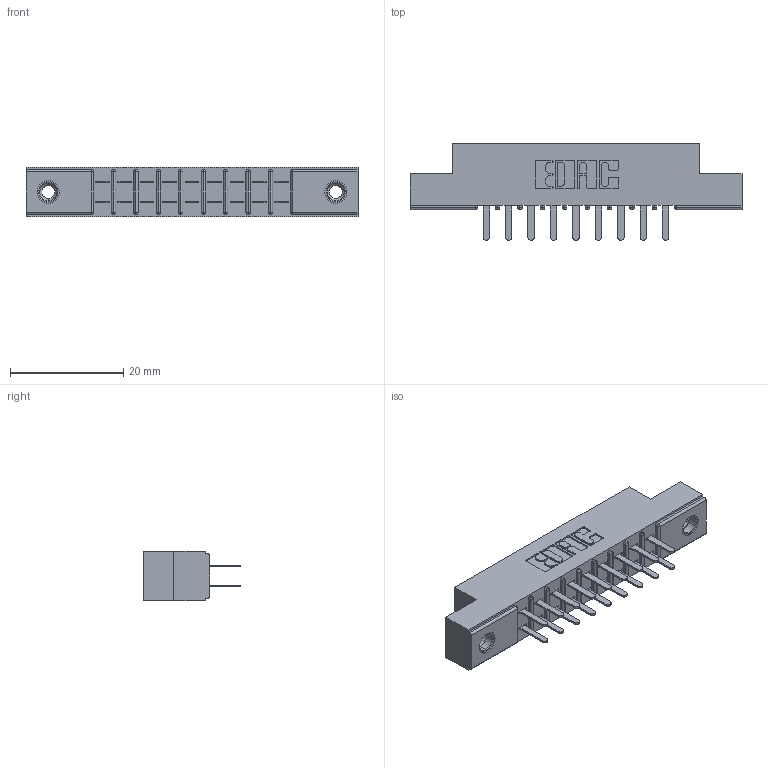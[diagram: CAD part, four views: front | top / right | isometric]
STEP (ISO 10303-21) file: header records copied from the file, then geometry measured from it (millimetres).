
FILE_DESCRIPTION (( 'STEP AP203' ), '1' );
FILE_NAME ('355-018-520-208.STEP', '2019-09-11T02:34:10', ( '' ), ( '' ), 'SwSTEP 2.0', 'SolidWorks 2016', '' );
FILE_SCHEMA (( 'CONFIG_CONTROL_DESIGN' ));
Length unit declared in the file: inch
Products named in the file (4): 305 Part_.156 Dia; 355-018-520-208; 345-250-001_345-250-003-102; 305-290-001_520
Assembly tree (21 placements, depth 2):
  355-018-520-208
    305 Part_.156 Dia
    305-290-001_520  x18
    345-250-001_345-250-003-102  x2
Bounding box: 58.67 x 17.09 x 8.71 mm (x, y, z)
Volume: 3687.7 mm3; surface area: 6246.5 mm2
Topology: 21 solids, 21 shells, 1004 faces, 2819 edges, 1822 vertices
Faces by surface type: plane 586, cylinder 366, sphere 36, cone 12, torus 4
Entity records: 14827 total; most frequent: CARTESIAN_POINT 2436, ORIENTED_EDGE 2406, DIRECTION 2393, EDGE_CURVE 1203, VECTOR 935, LINE 935, VERTEX_POINT 772, AXIS2_PLACEMENT_3D 729
